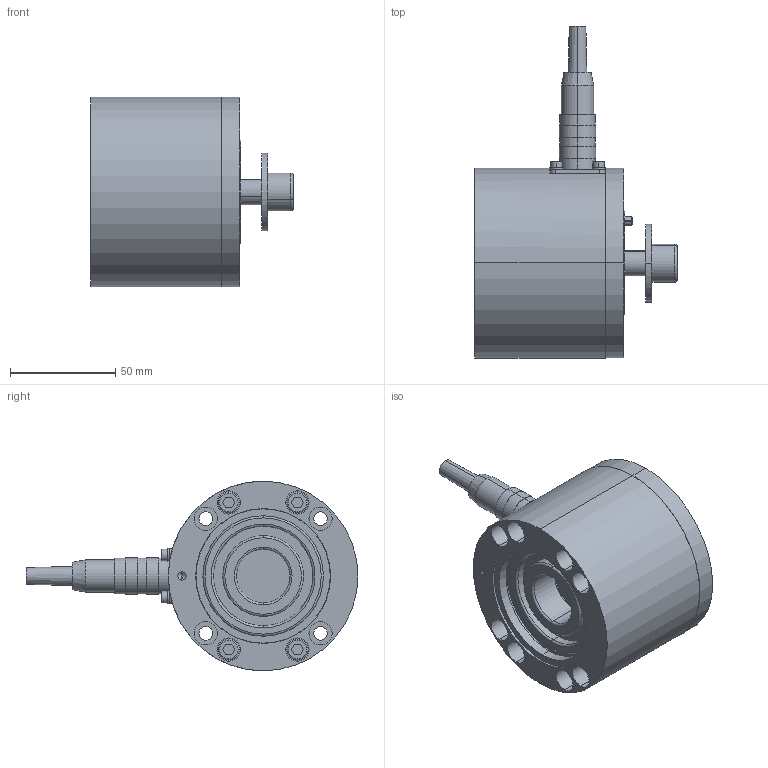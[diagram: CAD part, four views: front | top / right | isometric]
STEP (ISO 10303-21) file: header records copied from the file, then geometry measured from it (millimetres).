
FILE_DESCRIPTION (( 'STEP AP203' ), '1' );
FILE_NAME ('31104644_-.step', '2022-03-08T09:14:30', ( '' ), ( '' ), 'SwSTEP 2.0', 'SolidWorks 2018', '' );
FILE_SCHEMA (( 'CONFIG_CONTROL_DESIGN' ));
Length unit declared in the file: millimetre
Products named in the file (15): Flanschstecker_M14x1_Mini_5pol; Sch DIN9021_M12; 31104644_-; Si-Ring DIN472_D57.15; Zyl-Schr DIN912_M3x6; Zyl-Schr DIN912_M12x25; Zyl-Schr DIN912_M6x30; 31104506_01; Kabeldose_M14x1_Mini_5pol; 31104496_stp_01; Spannstift_ISO13337_D04x10; 31104498_stp_nach_Vergueten; PKL_NLJ1_vereinfacht_01; Federringe_DIN127A_M03; 31104488_01
Assembly tree (23 placements, depth 3):
  31104644_-
    31104496_stp_01
      31104498_stp_nach_Vergueten
      31104488_01
      Federringe_DIN127A_M03  x4
      Zyl-Schr DIN912_M3x6  x4
      Zyl-Schr DIN912_M6x30  x4
      Si-Ring DIN472_D57.15
      Flanschstecker_M14x1_Mini_5pol
      PKL_NLJ1_vereinfacht_01
    31104506_01
    Kabeldose_M14x1_Mini_5pol
    Spannstift_ISO13337_D04x10
    Zyl-Schr DIN912_M12x25
    Sch DIN9021_M12
Bounding box: 96.05 x 157.5 x 90 mm (x, y, z)
Volume: 316332.3 mm3; surface area: 122945.5 mm2
Topology: 22 solids, 22 shells, 547 faces, 1223 edges, 775 vertices
Faces by surface type: cylinder 254, plane 185, cone 64, torus 44
Entity records: 14043 total; most frequent: DIRECTION 2357, CARTESIAN_POINT 2167, ORIENTED_EDGE 1890, AXIS2_PLACEMENT_3D 984, EDGE_CURVE 945, VERTEX_POINT 607, CIRCLE 536, EDGE_LOOP 532
